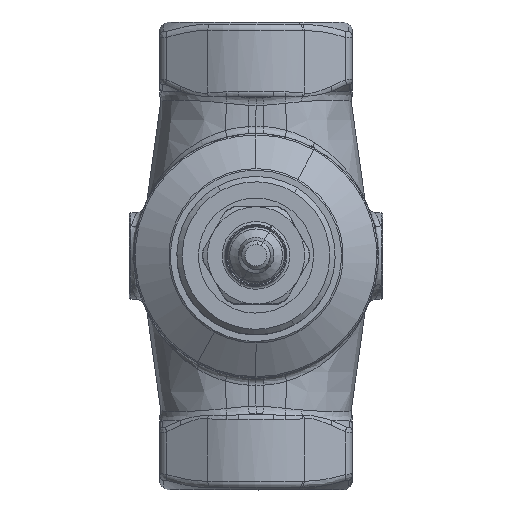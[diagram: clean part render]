
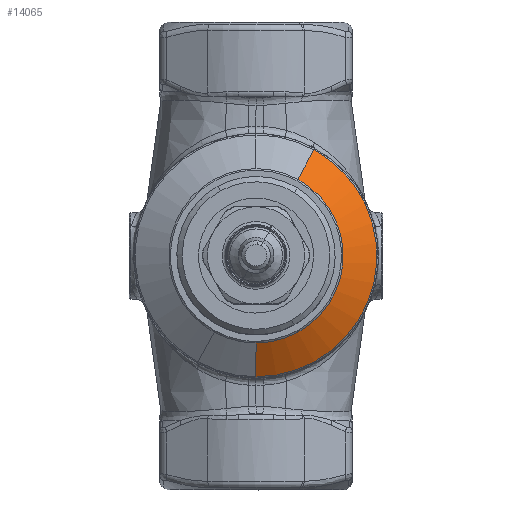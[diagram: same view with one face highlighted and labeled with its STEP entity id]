
A CAD part, top view. The second image highlights one B-rep face of the part: STEP entity #14065.
In plain terms, the highlighted face is a revolution surface.
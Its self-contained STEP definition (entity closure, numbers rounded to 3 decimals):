
#6220=CARTESIAN_POINT('Vertex',(16.11,29.489,28.302)) ;
#9402=CARTESIAN_POINT('Vertex',(30.366,14.388,28.302)) ;
#9405=CARTESIAN_POINT('Axis2P3D Location',(0.,0.,28.302)) ;
#9422=CARTESIAN_POINT('Axis2P3D Location',(0.,0.,28.302)) ;
#9426=CARTESIAN_POINT('Vertex',(0.,-33.602,28.302)) ;
#12270=CARTESIAN_POINT('Vertex',(11.62,21.27,34.569)) ;
#12274=CARTESIAN_POINT('Control Point',(16.11,29.489,28.302)) ;
#12275=CARTESIAN_POINT('Control Point',(14.671,26.855,30.564)) ;
#12276=CARTESIAN_POINT('Control Point',(13.171,24.11,32.658)) ;
#12277=CARTESIAN_POINT('Control Point',(11.62,21.27,34.569)) ;
#14029=CARTESIAN_POINT('Control Point',(0.,33.602,28.302)) ;
#14030=CARTESIAN_POINT('Control Point',(0.,30.602,30.564)) ;
#14031=CARTESIAN_POINT('Control Point',(0.,27.473,32.658)) ;
#14032=CARTESIAN_POINT('Control Point',(0.,24.237,34.569)) ;
#14033=CARTESIAN_POINT('Axis1P Location',(0.,0.,-3.5)) ;
#14038=CARTESIAN_POINT('Control Point',(0.,-33.602,28.302)) ;
#14039=CARTESIAN_POINT('Control Point',(0.,-30.602,30.564)) ;
#14040=CARTESIAN_POINT('Control Point',(0.,-27.473,32.658)) ;
#14041=CARTESIAN_POINT('Control Point',(0.,-24.237,34.569)) ;
#14042=CARTESIAN_POINT('Vertex',(0.,-24.237,34.569)) ;
#14045=CARTESIAN_POINT('Axis2P3D Location',(0.,0.,34.569)) ;
#14049=CARTESIAN_POINT('Vertex',(11.62,-21.27,34.569)) ;
#14052=CARTESIAN_POINT('Axis2P3D Location',(0.,0.,34.569)) ;
#9406=DIRECTION('Axis2P3D Direction',(0.,0.,1.)) ;
#9423=DIRECTION('Axis2P3D Direction',(0.,0.,1.)) ;
#14034=DIRECTION('Axis1P Direction',(0.,0.,-1.)) ;
#14046=DIRECTION('Axis2P3D Direction',(0.,0.,-1.)) ;
#14053=DIRECTION('Axis2P3D Direction',(0.,0.,-1.)) ;
#9407=AXIS2_PLACEMENT_3D('Circle Axis2P3D',#9405,#9406,$) ;
#9424=AXIS2_PLACEMENT_3D('Circle Axis2P3D',#9422,#9423,$) ;
#14047=AXIS2_PLACEMENT_3D('Circle Axis2P3D',#14045,#14046,$) ;
#14054=AXIS2_PLACEMENT_3D('Circle Axis2P3D',#14052,#14053,$) ;
#14058=ORIENTED_EDGE('',*,*,#14044,.T.) ;
#14059=ORIENTED_EDGE('',*,*,#9428,.F.) ;
#14060=ORIENTED_EDGE('',*,*,#9409,.F.) ;
#14061=ORIENTED_EDGE('',*,*,#12278,.T.) ;
#14062=ORIENTED_EDGE('',*,*,#14051,.F.) ;
#14063=ORIENTED_EDGE('',*,*,#14056,.F.) ;
#14065=ADVANCED_FACE('Body.2',(#14064),#14036,.F.) ;
#14035=AXIS1_PLACEMENT('Revolution Surface Axis1P',#14033,#14034) ;
#12273=B_SPLINE_CURVE_WITH_KNOTS('',3,(#12274,#12275,#12276,#12277),.UNSPECIFIED.,.F.,.U.,(4,4),(92.465,103.745),.UNSPECIFIED.) ;
#14028=B_SPLINE_CURVE_WITH_KNOTS('',3,(#14029,#14030,#14031,#14032),.UNSPECIFIED.,.F.,.U.,(4,4),(92.465,103.745),.UNSPECIFIED.) ;
#14037=B_SPLINE_CURVE_WITH_KNOTS('',3,(#14038,#14039,#14040,#14041),.UNSPECIFIED.,.F.,.U.,(4,4),(92.465,103.745),.UNSPECIFIED.) ;
#9408=CIRCLE('generated circle',#9407,33.602) ;
#9425=CIRCLE('generated circle',#9424,33.602) ;
#14048=CIRCLE('generated circle',#14047,24.237) ;
#14055=CIRCLE('generated circle',#14054,24.237) ;
#9409=EDGE_CURVE('',#6221,#9403,#9408,.F.) ;
#9428=EDGE_CURVE('',#9403,#9427,#9425,.F.) ;
#12278=EDGE_CURVE('',#6221,#12271,#12273,.T.) ;
#14044=EDGE_CURVE('',#14043,#9427,#14037,.F.) ;
#14051=EDGE_CURVE('',#14050,#12271,#14048,.F.) ;
#14056=EDGE_CURVE('',#14043,#14050,#14055,.F.) ;
#14057=EDGE_LOOP('',(#14058,#14059,#14060,#14061,#14062,#14063)) ;
#14064=FACE_OUTER_BOUND('',#14057,.T.) ;
#14036=SURFACE_OF_REVOLUTION('Surface of Revolution',#14028,#14035) ;
#6221=VERTEX_POINT('',#6220) ;
#9403=VERTEX_POINT('',#9402) ;
#9427=VERTEX_POINT('',#9426) ;
#12271=VERTEX_POINT('',#12270) ;
#14043=VERTEX_POINT('',#14042) ;
#14050=VERTEX_POINT('',#14049) ;
